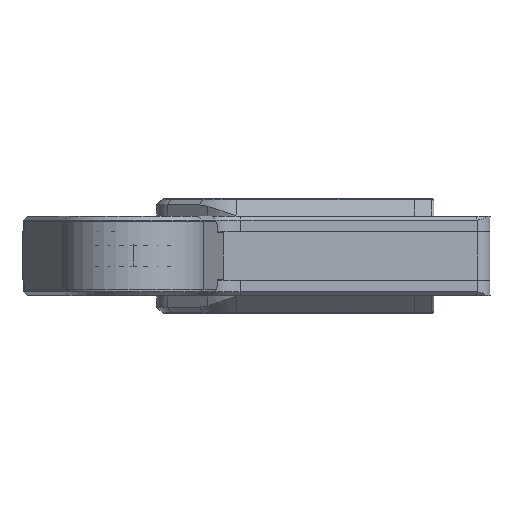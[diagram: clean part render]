
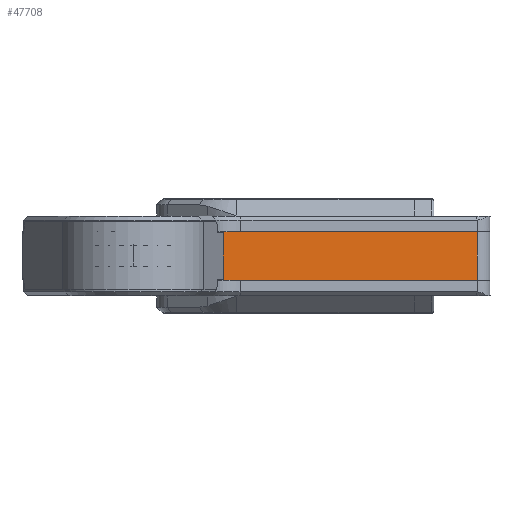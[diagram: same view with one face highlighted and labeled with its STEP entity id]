
A CAD part, front view. The second image highlights one B-rep face of the part: STEP entity #47708.
In plain terms, the highlighted face is planar.
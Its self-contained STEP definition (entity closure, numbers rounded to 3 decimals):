
#2517 = ORIENTED_EDGE ( 'NONE', *, *, #31178, .F. ) ;
#2860 = CARTESIAN_POINT ( 'NONE',  ( 0., 0., 13.03 ) ) ;
#4303 = CARTESIAN_POINT ( 'NONE',  ( 136.52, 0., -13.03 ) ) ;
#6959 = ORIENTED_EDGE ( 'NONE', *, *, #42692, .T. ) ;
#10100 = DIRECTION ( 'NONE',  ( 1., 0., 0. ) ) ;
#12158 = VECTOR ( 'NONE', #10100, 1000. ) ;
#12185 = ORIENTED_EDGE ( 'NONE', *, *, #32849, .T. ) ;
#14238 = VERTEX_POINT ( 'NONE', #18951 ) ;
#16699 = CARTESIAN_POINT ( 'NONE',  ( 0., 0., 13.03 ) ) ;
#17973 = FACE_OUTER_BOUND ( 'NONE', #51817, .T. ) ;
#18220 = CARTESIAN_POINT ( 'NONE',  ( 0., 0., -13.03 ) ) ;
#18540 = CARTESIAN_POINT ( 'NONE',  ( 0., 0., 13.03 ) ) ;
#18812 = VERTEX_POINT ( 'NONE', #18220 ) ;
#18951 = CARTESIAN_POINT ( 'NONE',  ( 136.52, 0., 13.03 ) ) ;
#20840 = LINE ( 'NONE', #52470, #41349 ) ;
#24631 = CARTESIAN_POINT ( 'NONE',  ( 136.52, 0., -13.03 ) ) ;
#24644 = DIRECTION ( 'NONE',  ( 0., 0., -1. ) ) ;
#24913 = AXIS2_PLACEMENT_3D ( 'NONE', #18540, #35821, #53070 ) ;
#28549 = ORIENTED_EDGE ( 'NONE', *, *, #40510, .T. ) ;
#30652 = LINE ( 'NONE', #4303, #33406 ) ;
#31178 = EDGE_CURVE ( 'NONE', #52899, #14238, #53112, .T. ) ;
#31863 = VERTEX_POINT ( 'NONE', #24631 ) ;
#32849 = EDGE_CURVE ( 'NONE', #52899, #18812, #51233, .T. ) ;
#33406 = VECTOR ( 'NONE', #43407, 1000. ) ;
#35821 = DIRECTION ( 'NONE',  ( 0., 1., 0. ) ) ;
#40071 = PLANE ( 'NONE',  #24913 ) ;
#40510 = EDGE_CURVE ( 'NONE', #31863, #14238, #30652, .T. ) ;
#41349 = VECTOR ( 'NONE', #42072, 1000. ) ;
#41370 = VECTOR ( 'NONE', #24644, 1000. ) ;
#42072 = DIRECTION ( 'NONE',  ( 1., 0., 0. ) ) ;
#42692 = EDGE_CURVE ( 'NONE', #18812, #31863, #20840, .T. ) ;
#43407 = DIRECTION ( 'NONE',  ( 0., 0., 1. ) ) ;
#47708 = ADVANCED_FACE ( 'NONE', ( #17973 ), #40071, .F. ) ;
#48893 = CARTESIAN_POINT ( 'NONE',  ( 0., 0., 13.03 ) ) ;
#51233 = LINE ( 'NONE', #16699, #41370 ) ;
#51817 = EDGE_LOOP ( 'NONE', ( #6959, #28549, #2517, #12185 ) ) ;
#52470 = CARTESIAN_POINT ( 'NONE',  ( 0., 0., -13.03 ) ) ;
#52899 = VERTEX_POINT ( 'NONE', #2860 ) ;
#53070 = DIRECTION ( 'NONE',  ( 0., 0., 1. ) ) ;
#53112 = LINE ( 'NONE', #48893, #12158 ) ;
